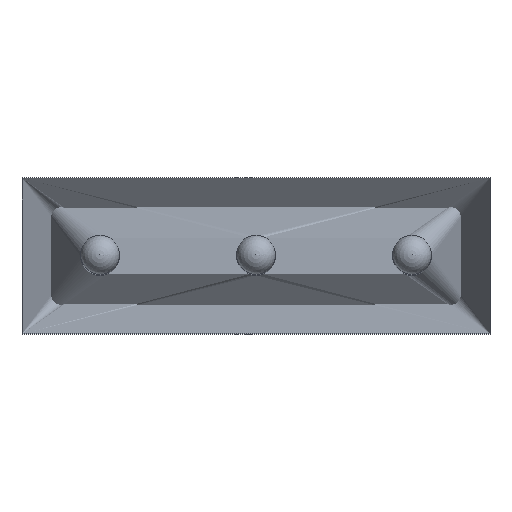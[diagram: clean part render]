
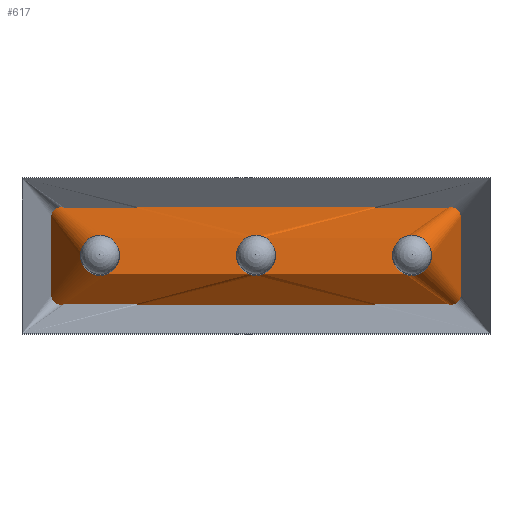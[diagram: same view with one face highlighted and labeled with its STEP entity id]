
A CAD part, top view. The second image highlights one B-rep face of the part: STEP entity #617.
In plain terms, the highlighted planar face has unit normal (0, 0, -1).
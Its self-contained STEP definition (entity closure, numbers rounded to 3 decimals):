
#350 = CARTESIAN_POINT ( 'NONE',  ( 96.19, 1.27, 0. ) ) ;
#351 = VERTEX_POINT ( 'NONE', #350 ) ;
#352 = CARTESIAN_POINT ( 'NONE',  ( 96.19, -1.27, 0. ) ) ;
#353 = VERTEX_POINT ( 'NONE', #352 ) ;
#354 = CARTESIAN_POINT ( 'NONE',  ( 96.19, 1.27, 0. ) ) ;
#355 = DIRECTION ( 'NONE',  ( 0., -1., 0. ) ) ;
#356 = VECTOR ( 'NONE', #355, 1000. ) ;
#357 = LINE ( 'NONE', #354, #356 ) ;
#358 = EDGE_CURVE ( 'NONE', #351, #353, #357, .T. ) ;
#390 = CARTESIAN_POINT ( 'NONE',  ( 103.81, -1.27, 0. ) ) ;
#391 = VERTEX_POINT ( 'NONE', #390 ) ;
#392 = CARTESIAN_POINT ( 'NONE',  ( 96.19, -1.27, 0. ) ) ;
#393 = DIRECTION ( 'NONE',  ( 1., 0., 0. ) ) ;
#394 = VECTOR ( 'NONE', #393, 1000. ) ;
#395 = LINE ( 'NONE', #392, #394 ) ;
#396 = EDGE_CURVE ( 'NONE', #353, #391, #395, .T. ) ;
#421 = CARTESIAN_POINT ( 'NONE',  ( 103.81, 1.27, 0. ) ) ;
#422 = VERTEX_POINT ( 'NONE', #421 ) ;
#423 = CARTESIAN_POINT ( 'NONE',  ( 103.81, 1.27, 0. ) ) ;
#424 = DIRECTION ( 'NONE',  ( 0., 1., 0. ) ) ;
#425 = VECTOR ( 'NONE', #424, 1000. ) ;
#426 = LINE ( 'NONE', #423, #425 ) ;
#427 = EDGE_CURVE ( 'NONE', #391, #422, #426, .T. ) ;
#452 = CARTESIAN_POINT ( 'NONE',  ( 96.19, 1.27, 0. ) ) ;
#453 = DIRECTION ( 'NONE',  ( -1., 0., 0. ) ) ;
#454 = VECTOR ( 'NONE', #453, 1000. ) ;
#455 = LINE ( 'NONE', #452, #454 ) ;
#456 = EDGE_CURVE ( 'NONE', #422, #351, #455, .T. ) ;
#546 = CARTESIAN_POINT ( 'NONE',  ( 97.46, -0.318, 2.54 ) ) ;
#547 = VERTEX_POINT ( 'NONE', #546 ) ;
#548 = CARTESIAN_POINT ( 'NONE',  ( 97.46, 0.318, 2.54 ) ) ;
#549 = VERTEX_POINT ( 'NONE', #548 ) ;
#550 = CARTESIAN_POINT ( 'NONE',  ( 97.46, 0., 2.54 ) ) ;
#551 = DIRECTION ( 'NONE',  ( 0., 0., 1. ) ) ;
#552 = DIRECTION ( 'NONE',  ( 0., -1., 0. ) ) ;
#553 = AXIS2_PLACEMENT_3D ( 'NONE', #550, #551, #552 ) ;
#554 = CIRCLE ( 'NONE', #553, 0.318) ;
#555 = EDGE_CURVE ( 'NONE', #547, #549, #554, .T. ) ;
#556 = ORIENTED_EDGE ( 'NONE', *, *, #555, .F. ) ;
#557 = CARTESIAN_POINT ( 'NONE',  ( 97.46, 0., 2.54 ) ) ;
#558 = DIRECTION ( 'NONE',  ( 0., 0., 1. ) ) ;
#559 = DIRECTION ( 'NONE',  ( 0., -1., 0. ) ) ;
#560 = AXIS2_PLACEMENT_3D ( 'NONE', #557, #558, #559 ) ;
#561 = CIRCLE ( 'NONE', #560, 0.318) ;
#562 = EDGE_CURVE ( 'NONE', #549, #547, #561, .T. ) ;
#563 = ORIENTED_EDGE ( 'NONE', *, *, #562, .F. ) ;
#564 = EDGE_LOOP ( 'NONE', ( #556, #563 ) ) ;
#565 = FACE_BOUND ( 'NONE', #564, .T. ) ;
#566 = CARTESIAN_POINT ( 'NONE',  ( 100., -0.318, 2.54 ) ) ;
#567 = VERTEX_POINT ( 'NONE', #566 ) ;
#568 = CARTESIAN_POINT ( 'NONE',  ( 100., 0.318, 2.54 ) ) ;
#569 = VERTEX_POINT ( 'NONE', #568 ) ;
#570 = CARTESIAN_POINT ( 'NONE',  ( 100., 0., 2.54 ) ) ;
#571 = DIRECTION ( 'NONE',  ( 0., 0., 1. ) ) ;
#572 = DIRECTION ( 'NONE',  ( 0., -1., 0. ) ) ;
#573 = AXIS2_PLACEMENT_3D ( 'NONE', #570, #571, #572 ) ;
#574 = CIRCLE ( 'NONE', #573, 0.318) ;
#575 = EDGE_CURVE ( 'NONE', #567, #569, #574, .T. ) ;
#576 = ORIENTED_EDGE ( 'NONE', *, *, #575, .F. ) ;
#577 = CARTESIAN_POINT ( 'NONE',  ( 100., 0., 2.54 ) ) ;
#578 = DIRECTION ( 'NONE',  ( 0., 0., 1. ) ) ;
#579 = DIRECTION ( 'NONE',  ( 0., -1., 0. ) ) ;
#580 = AXIS2_PLACEMENT_3D ( 'NONE', #577, #578, #579 ) ;
#581 = CIRCLE ( 'NONE', #580, 0.318) ;
#582 = EDGE_CURVE ( 'NONE', #569, #567, #581, .T. ) ;
#583 = ORIENTED_EDGE ( 'NONE', *, *, #582, .F. ) ;
#584 = EDGE_LOOP ( 'NONE', ( #576, #583 ) ) ;
#585 = FACE_BOUND ( 'NONE', #584, .T. ) ;
#586 = CARTESIAN_POINT ( 'NONE',  ( 102.54, -0.318, 2.54 ) ) ;
#587 = VERTEX_POINT ( 'NONE', #586 ) ;
#588 = CARTESIAN_POINT ( 'NONE',  ( 102.54, 0.318, 2.54 ) ) ;
#589 = VERTEX_POINT ( 'NONE', #588 ) ;
#590 = CARTESIAN_POINT ( 'NONE',  ( 102.54, 0., 2.54 ) ) ;
#591 = DIRECTION ( 'NONE',  ( 0., 0., 1. ) ) ;
#592 = DIRECTION ( 'NONE',  ( 0., -1., 0. ) ) ;
#593 = AXIS2_PLACEMENT_3D ( 'NONE', #590, #591, #592 ) ;
#594 = CIRCLE ( 'NONE', #593, 0.318) ;
#595 = EDGE_CURVE ( 'NONE', #587, #589, #594, .T. ) ;
#596 = ORIENTED_EDGE ( 'NONE', *, *, #595, .F. ) ;
#597 = CARTESIAN_POINT ( 'NONE',  ( 102.54, 0., 2.54 ) ) ;
#598 = DIRECTION ( 'NONE',  ( 0., 0., 1. ) ) ;
#599 = DIRECTION ( 'NONE',  ( 0., -1., 0. ) ) ;
#600 = AXIS2_PLACEMENT_3D ( 'NONE', #597, #598, #599 ) ;
#601 = CIRCLE ( 'NONE', #600, 0.318) ;
#602 = EDGE_CURVE ( 'NONE', #589, #587, #601, .T. ) ;
#603 = ORIENTED_EDGE ( 'NONE', *, *, #602, .F. ) ;
#604 = EDGE_LOOP ( 'NONE', ( #596, #603 ) ) ;
#605 = FACE_BOUND ( 'NONE', #604, .T. ) ;
#606 = ORIENTED_EDGE ( 'NONE', *, *, #358, .F. ) ;
#607 = ORIENTED_EDGE ( 'NONE', *, *, #456, .F. ) ;
#608 = ORIENTED_EDGE ( 'NONE', *, *, #427, .F. ) ;
#609 = ORIENTED_EDGE ( 'NONE', *, *, #396, .F. ) ;
#610 = EDGE_LOOP ( 'NONE', ( #606, #607, #608, #609 ) ) ;
#611 = FACE_OUTER_BOUND ( 'NONE', #610, .T. ) ;
#612 = CARTESIAN_POINT ( 'NONE',  ( 100., 0., 0. ) ) ;
#613 = DIRECTION ( 'NONE',  ( 0., 0., 1. ) ) ;
#614 = DIRECTION ( 'NONE',  ( 0., -1., 0. ) ) ;
#615 = AXIS2_PLACEMENT_3D ( 'NONE', #612, #613, #614 ) ;
#616 = PLANE ( 'NONE', #615 ) ;
#617 = ADVANCED_FACE ( 'NONE', ( #565, #585, #605, #611 ), #616, .F. ) ;
